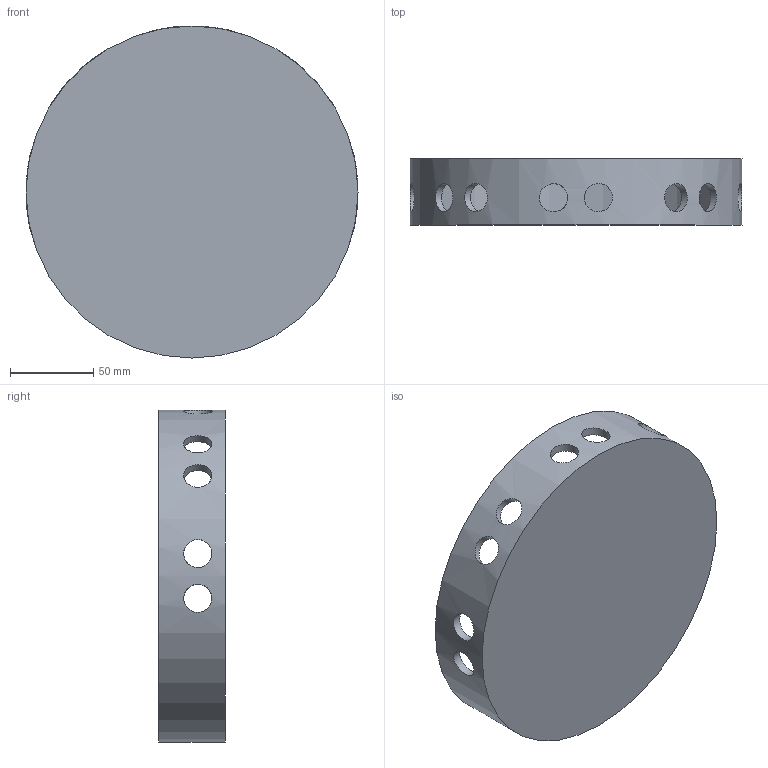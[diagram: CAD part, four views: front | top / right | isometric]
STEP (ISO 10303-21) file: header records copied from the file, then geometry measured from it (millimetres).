
FILE_DESCRIPTION(/* description */ (''),/* implementation_level */ '2;1');
FILE_NAME(/* name */ 'ECE5v2 v5.step',/* time_stamp */ '2018-03-08T02:45:18-08:00',/* author */ ('drew4n'),/* organization */ (''),/* preprocessor_version */ 'ST-DEVELOPER v16.13',/* originating_system */ 'Autodesk Translation Framework v6.5.0.72',/* authorisation */ '');
FILE_SCHEMA (('AUTOMOTIVE_DESIGN { 1 0 10303 214 3 1 1 }'));
Length unit declared in the file: millimetre
Products named in the file (1): ECE5v2
Bounding box: 200 x 40 x 200 mm (x, y, z)
Volume: 252860.7 mm3; surface area: 106972.3 mm2
Topology: 1 solids, 1 shells, 15 faces, 57 edges, 45 vertices
Faces by surface type: cylinder 12, plane 3
Full cylindrical faces by diameter (mm): 17 x10, 190 x1, 200 x1
Entity records: 1406 total; most frequent: CARTESIAN_POINT 904, ORIENTED_EDGE 114, EDGE_CURVE 57, DIRECTION 56, VERTEX_POINT 45, B_SPLINE_CURVE_WITH_KNOTS 39, EDGE_LOOP 36, AXIS2_PLACEMENT_3D 22
